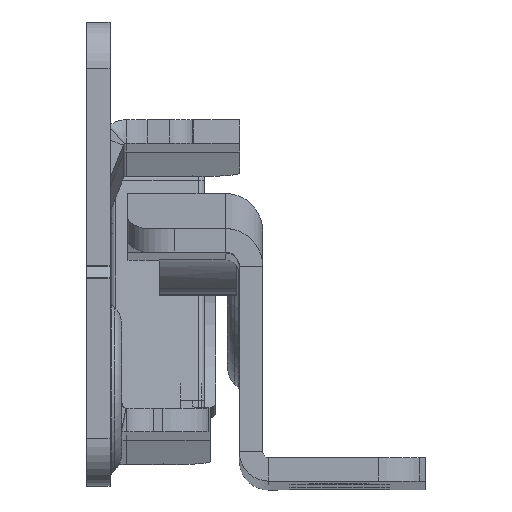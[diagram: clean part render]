
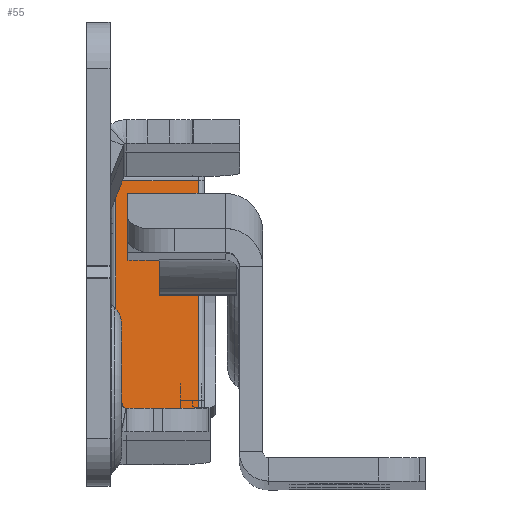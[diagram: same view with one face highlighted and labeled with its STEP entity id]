
A CAD part, top view. The second image highlights one B-rep face of the part: STEP entity #55.
In plain terms, the highlighted face is planar.
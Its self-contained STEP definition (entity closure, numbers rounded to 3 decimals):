
#55 = ADVANCED_FACE ( 'NONE', ( #680 ), #11385, .T. ) ;
#240 = LINE ( 'NONE', #12239, #9834 ) ;
#670 = CARTESIAN_POINT ( 'NONE',  ( 0., -11., 0.5 ) ) ;
#680 = FACE_OUTER_BOUND ( 'NONE', #2738, .T. ) ;
#1073 = VECTOR ( 'NONE', #12016, 1000. ) ;
#1352 = LINE ( 'NONE', #4506, #11748 ) ;
#1437 = EDGE_CURVE ( 'NONE', #8633, #5046, #5303, .T. ) ;
#1516 = DIRECTION ( 'NONE',  ( 0., 0., 1. ) ) ;
#1786 = CARTESIAN_POINT ( 'NONE',  ( 0., -11., 8. ) ) ;
#1858 = LINE ( 'NONE', #5792, #3134 ) ;
#2153 = CARTESIAN_POINT ( 'NONE',  ( 0., -11., 0.5 ) ) ;
#2576 = CARTESIAN_POINT ( 'NONE',  ( 0., -11., 7.5 ) ) ;
#2738 = EDGE_LOOP ( 'NONE', ( #4318, #3463, #9989, #6771 ) ) ;
#3134 = VECTOR ( 'NONE', #7491, 1000. ) ;
#3326 = DIRECTION ( 'NONE',  ( 0., 0., -1. ) ) ;
#3354 = VERTEX_POINT ( 'NONE', #10525 ) ;
#3373 = AXIS2_PLACEMENT_3D ( 'NONE', #1786, #4617, #1516 ) ;
#3463 = ORIENTED_EDGE ( 'NONE', *, *, #1437, .T. ) ;
#3664 = VERTEX_POINT ( 'NONE', #2576 ) ;
#4318 = ORIENTED_EDGE ( 'NONE', *, *, #8724, .T. ) ;
#4506 = CARTESIAN_POINT ( 'NONE',  ( 0., -11., 8. ) ) ;
#4617 = DIRECTION ( 'NONE',  ( -1., 0., 0. ) ) ;
#4687 = EDGE_CURVE ( 'NONE', #3664, #3354, #1858, .T. ) ;
#5046 = VERTEX_POINT ( 'NONE', #670 ) ;
#5303 = LINE ( 'NONE', #2153, #1073 ) ;
#5792 = CARTESIAN_POINT ( 'NONE',  ( 0., -11., 7.5 ) ) ;
#6771 = ORIENTED_EDGE ( 'NONE', *, *, #4687, .T. ) ;
#7491 = DIRECTION ( 'NONE',  ( 0., 1., 0. ) ) ;
#8633 = VERTEX_POINT ( 'NONE', #11738 ) ;
#8724 = EDGE_CURVE ( 'NONE', #3354, #8633, #240, .T. ) ;
#9834 = VECTOR ( 'NONE', #3326, 1000. ) ;
#9989 = ORIENTED_EDGE ( 'NONE', *, *, #11588, .F. ) ;
#10525 = CARTESIAN_POINT ( 'NONE',  ( 0., 11., 7.5 ) ) ;
#11385 = PLANE ( 'NONE',  #3373 ) ;
#11588 = EDGE_CURVE ( 'NONE', #3664, #5046, #1352, .T. ) ;
#11738 = CARTESIAN_POINT ( 'NONE',  ( 0., 11., 0.5 ) ) ;
#11748 = VECTOR ( 'NONE', #12193, 1000. ) ;
#12016 = DIRECTION ( 'NONE',  ( 0., -1., 0. ) ) ;
#12193 = DIRECTION ( 'NONE',  ( 0., 0., -1. ) ) ;
#12239 = CARTESIAN_POINT ( 'NONE',  ( 0., 11., 8. ) ) ;
